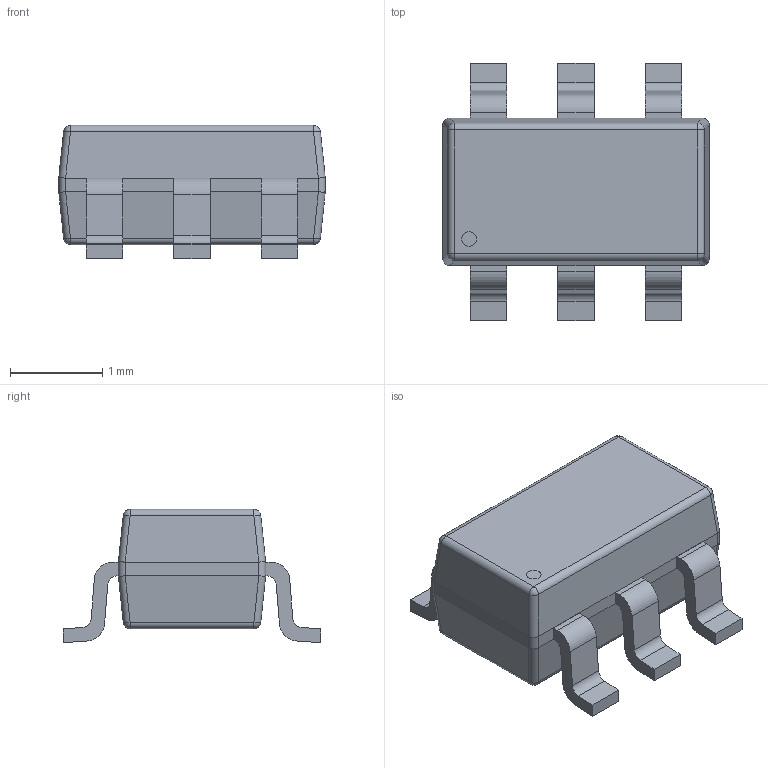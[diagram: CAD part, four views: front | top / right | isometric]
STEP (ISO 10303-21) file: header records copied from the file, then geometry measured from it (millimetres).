
FILE_DESCRIPTION (( 'STEP AP214' ), '1' );
FILE_NAME ('HT7463A.STEP', '2023-08-24T09:37:24', ( '' ), ( '' ), 'SwSTEP 2.0', 'SolidWorks 2022', '' );
FILE_SCHEMA (( 'AUTOMOTIVE_DESIGN' ));
Length unit declared in the file: millimetre
Products named in the file (1): HT7463A
Bounding box: 2.9 x 2.8 x 1.45 mm (x, y, z)
Volume: 6.1 mm3; surface area: 27.4 mm2
Topology: 8 solids, 8 shells, 133 faces, 324 edges, 208 vertices
Faces by surface type: plane 77, cylinder 48, sphere 8
Entity records: 4887 total; most frequent: CARTESIAN_POINT 738, ORIENTED_EDGE 648, DIRECTION 648, EDGE_CURVE 324, LINE 220, VECTOR 220, AXIS2_PLACEMENT_3D 214, VERTEX_POINT 208
